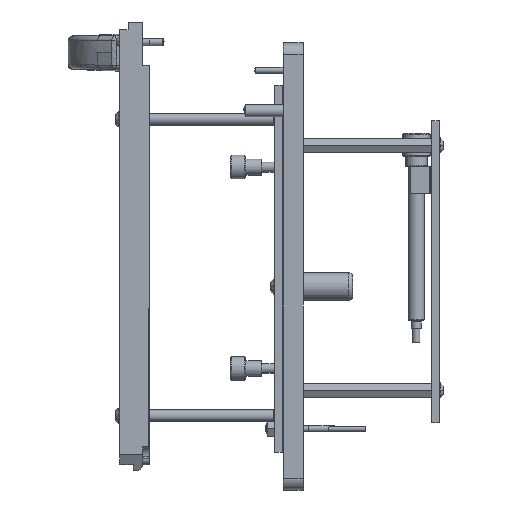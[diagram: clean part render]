
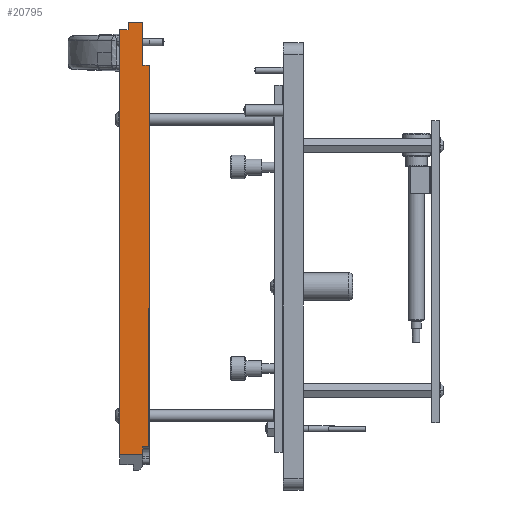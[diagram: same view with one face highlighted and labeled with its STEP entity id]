
A CAD part, left-side view. The second image highlights one B-rep face of the part: STEP entity #20795.
In plain terms, the highlighted face is planar.
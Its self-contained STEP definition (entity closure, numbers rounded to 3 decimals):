
#481 = CARTESIAN_POINT ( 'NONE',  ( 105., 7.5, -109.55 ) ) ;
#2781 = VERTEX_POINT ( 'NONE', #21034 ) ;
#4336 = EDGE_CURVE ( 'NONE', #48174, #47678, #20109, .T. ) ;
#4613 = PLANE ( 'NONE',  #54642 ) ;
#4937 = LINE ( 'NONE', #12638, #60345 ) ;
#5474 = LINE ( 'NONE', #44852, #15970 ) ;
#5637 = VERTEX_POINT ( 'NONE', #33814 ) ;
#5748 = EDGE_LOOP ( 'NONE', ( #47135, #36501, #14352, #72205, #55279, #69363, #38974, #7250, #44031, #69952, #57997, #43846 ) ) ;
#5799 = CARTESIAN_POINT ( 'NONE',  ( 105., 3.2, -113.55 ) ) ;
#5845 = CARTESIAN_POINT ( 'NONE',  ( 105., 3.2, -113.55 ) ) ;
#6043 = VECTOR ( 'NONE', #35992, 1000. ) ;
#7250 = ORIENTED_EDGE ( 'NONE', *, *, #70362, .F. ) ;
#7780 = CARTESIAN_POINT ( 'NONE',  ( 105., -4.3, -113.55 ) ) ;
#9542 = LINE ( 'NONE', #14132, #6043 ) ;
#11429 = DIRECTION ( 'NONE',  ( 0., 0., 1. ) ) ;
#11681 = CARTESIAN_POINT ( 'NONE',  ( 105., -7.5, 113.55 ) ) ;
#12321 = LINE ( 'NONE', #16430, #62508 ) ;
#12638 = CARTESIAN_POINT ( 'NONE',  ( 105., -7.4, 113.55 ) ) ;
#14132 = CARTESIAN_POINT ( 'NONE',  ( 105., -7.5, -113.55 ) ) ;
#14352 = ORIENTED_EDGE ( 'NONE', *, *, #68559, .T. ) ;
#14565 = VERTEX_POINT ( 'NONE', #40716 ) ;
#14814 = VECTOR ( 'NONE', #69811, 1000. ) ;
#15080 = DIRECTION ( 'NONE',  ( 0., -1., 0. ) ) ;
#15877 = EDGE_CURVE ( 'NONE', #46885, #2781, #51797, .T. ) ;
#15970 = VECTOR ( 'NONE', #11429, 1000. ) ;
#16430 = CARTESIAN_POINT ( 'NONE',  ( 105., 7.5, -109.55 ) ) ;
#16897 = LINE ( 'NONE', #48780, #52172 ) ;
#17818 = DIRECTION ( 'NONE',  ( 0., -1., 0. ) ) ;
#18070 = CARTESIAN_POINT ( 'NONE',  ( 105., -4.3, 113.55 ) ) ;
#18078 = EDGE_CURVE ( 'NONE', #54156, #59011, #55998, .T. ) ;
#19459 = EDGE_CURVE ( 'NONE', #5637, #28696, #68988, .T. ) ;
#20101 = EDGE_CURVE ( 'NONE', #37500, #28696, #65352, .T. ) ;
#20109 = LINE ( 'NONE', #71967, #57184 ) ;
#20531 = VERTEX_POINT ( 'NONE', #40511 ) ;
#20795 = ADVANCED_FACE ( 'NONE', ( #70543 ), #4613, .F. ) ;
#20933 = EDGE_CURVE ( 'NONE', #59095, #37500, #5474, .T. ) ;
#21034 = CARTESIAN_POINT ( 'NONE',  ( 105., -4.3, -91.55 ) ) ;
#24356 = DIRECTION ( 'NONE',  ( 0., 0., 1. ) ) ;
#24412 = DIRECTION ( 'NONE',  ( 0., 0., 1. ) ) ;
#27689 = DIRECTION ( 'NONE',  ( 0., -1., 0. ) ) ;
#28038 = VECTOR ( 'NONE', #56428, 1000. ) ;
#28696 = VERTEX_POINT ( 'NONE', #31786 ) ;
#31531 = CARTESIAN_POINT ( 'NONE',  ( 105., -4.3, -113.55 ) ) ;
#31786 = CARTESIAN_POINT ( 'NONE',  ( 105., -4.3, 105.55 ) ) ;
#33814 = CARTESIAN_POINT ( 'NONE',  ( 105., -4.3, 101.55 ) ) ;
#34140 = LINE ( 'NONE', #46724, #14814 ) ;
#35992 = DIRECTION ( 'NONE',  ( 0., 1., 0. ) ) ;
#36501 = ORIENTED_EDGE ( 'NONE', *, *, #4336, .T. ) ;
#37500 = VERTEX_POINT ( 'NONE', #51421 ) ;
#37730 = EDGE_CURVE ( 'NONE', #5637, #20531, #34140, .T. ) ;
#37974 = DIRECTION ( 'NONE',  ( 0., 0., 1. ) ) ;
#38833 = CARTESIAN_POINT ( 'NONE',  ( 105., -7.5, 31.55 ) ) ;
#38974 = ORIENTED_EDGE ( 'NONE', *, *, #18078, .F. ) ;
#40183 = VECTOR ( 'NONE', #45081, 1000. ) ;
#40511 = CARTESIAN_POINT ( 'NONE',  ( 105., -7.4, 101.55 ) ) ;
#40716 = CARTESIAN_POINT ( 'NONE',  ( 105., -7.5, -91.55 ) ) ;
#43846 = ORIENTED_EDGE ( 'NONE', *, *, #37730, .T. ) ;
#43880 = CARTESIAN_POINT ( 'NONE',  ( 105., 7.5, 113.55 ) ) ;
#44031 = ORIENTED_EDGE ( 'NONE', *, *, #20933, .T. ) ;
#44852 = CARTESIAN_POINT ( 'NONE',  ( 105., 7.5, 113.55 ) ) ;
#45081 = DIRECTION ( 'NONE',  ( 0., 0., -1. ) ) ;
#46401 = CARTESIAN_POINT ( 'NONE',  ( 105., -7.4, 31.55 ) ) ;
#46608 = LINE ( 'NONE', #11681, #28038 ) ;
#46724 = CARTESIAN_POINT ( 'NONE',  ( 105., -4.3, 101.55 ) ) ;
#46768 = EDGE_CURVE ( 'NONE', #46885, #59011, #9542, .T. ) ;
#46885 = VERTEX_POINT ( 'NONE', #31531 ) ;
#47135 = ORIENTED_EDGE ( 'NONE', *, *, #66171, .F. ) ;
#47678 = VERTEX_POINT ( 'NONE', #38833 ) ;
#48174 = VERTEX_POINT ( 'NONE', #46401 ) ;
#48422 = DIRECTION ( 'NONE',  ( 0., -1., 0. ) ) ;
#48780 = CARTESIAN_POINT ( 'NONE',  ( 105., -7.5, -91.55 ) ) ;
#50884 = VECTOR ( 'NONE', #24412, 1000. ) ;
#51421 = CARTESIAN_POINT ( 'NONE',  ( 105., 7.5, 105.55 ) ) ;
#51797 = LINE ( 'NONE', #7780, #50884 ) ;
#52172 = VECTOR ( 'NONE', #15080, 1000. ) ;
#54156 = VERTEX_POINT ( 'NONE', #59938 ) ;
#54642 = AXIS2_PLACEMENT_3D ( 'NONE', #43880, #71893, #37974 ) ;
#55279 = ORIENTED_EDGE ( 'NONE', *, *, #15877, .F. ) ;
#55998 = LINE ( 'NONE', #5799, #40183 ) ;
#56428 = DIRECTION ( 'NONE',  ( 0., 0., -1. ) ) ;
#57184 = VECTOR ( 'NONE', #17818, 1000. ) ;
#57997 = ORIENTED_EDGE ( 'NONE', *, *, #19459, .F. ) ;
#59011 = VERTEX_POINT ( 'NONE', #5845 ) ;
#59095 = VERTEX_POINT ( 'NONE', #481 ) ;
#59938 = CARTESIAN_POINT ( 'NONE',  ( 105., 3.2, -109.55 ) ) ;
#60345 = VECTOR ( 'NONE', #24356, 1000. ) ;
#61080 = EDGE_CURVE ( 'NONE', #2781, #14565, #16897, .T. ) ;
#62508 = VECTOR ( 'NONE', #27689, 1000. ) ;
#62900 = DIRECTION ( 'NONE',  ( 0., 0., 1. ) ) ;
#64940 = CARTESIAN_POINT ( 'NONE',  ( 105., 7.5, 105.55 ) ) ;
#65352 = LINE ( 'NONE', #64940, #70680 ) ;
#66171 = EDGE_CURVE ( 'NONE', #48174, #20531, #4937, .T. ) ;
#68559 = EDGE_CURVE ( 'NONE', #47678, #14565, #46608, .T. ) ;
#68988 = LINE ( 'NONE', #18070, #69893 ) ;
#69363 = ORIENTED_EDGE ( 'NONE', *, *, #46768, .T. ) ;
#69811 = DIRECTION ( 'NONE',  ( 0., -1., 0. ) ) ;
#69893 = VECTOR ( 'NONE', #62900, 1000. ) ;
#69952 = ORIENTED_EDGE ( 'NONE', *, *, #20101, .T. ) ;
#70362 = EDGE_CURVE ( 'NONE', #59095, #54156, #12321, .T. ) ;
#70543 = FACE_OUTER_BOUND ( 'NONE', #5748, .T. ) ;
#70680 = VECTOR ( 'NONE', #48422, 1000. ) ;
#71893 = DIRECTION ( 'NONE',  ( -1., 0., 0. ) ) ;
#71967 = CARTESIAN_POINT ( 'NONE',  ( 105., -7.4, 31.55 ) ) ;
#72205 = ORIENTED_EDGE ( 'NONE', *, *, #61080, .F. ) ;
